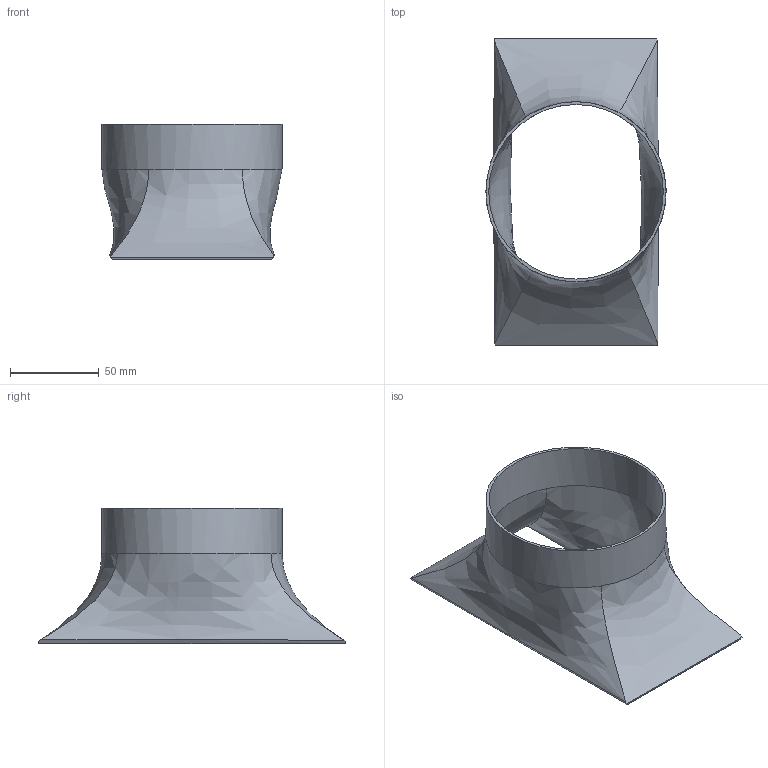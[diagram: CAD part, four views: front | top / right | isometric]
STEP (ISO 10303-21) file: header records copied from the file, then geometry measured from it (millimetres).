
FILE_DESCRIPTION(/* description */ (''),/* implementation_level */ '2;1');
FILE_NAME(/* name */ '120mm Fan Adapter for Mushroom Fruiting Chamber Humidifier v2 DuctSide.step',/* time_stamp */ '2025-05-15T16:50:49-07:00',/* author */ (''),/* organization */ (''),/* preprocessor_version */ 'ST-DEVELOPER v20.1',/* originating_system */ 'Autodesk Translation Framework v14.4.0.0',/* authorisation */ '');
FILE_SCHEMA (('AUTOMOTIVE_DESIGN { 1 0 10303 214 3 1 1 }'));
Length unit declared in the file: inch
Products named in the file (1): 120mm Fan Adapter for Mushroom Fruiting Chamber Humidifier
Bounding box: 101.6 x 173.41 x 76.2 mm (x, y, z)
Volume: 102477.5 mm3; surface area: 62517 mm2
Topology: 1 solids, 1 shells, 16 faces, 42 edges, 28 vertices
Faces by surface type: bspline 12, plane 2, cylinder 2
Full cylindrical faces by diameter (mm): 98.425 x1, 101.6 x1
Entity records: 1009 total; most frequent: CARTESIAN_POINT 666, ORIENTED_EDGE 84, EDGE_CURVE 42, B_SPLINE_CURVE_WITH_KNOTS 33, VERTEX_POINT 28, DIRECTION 26, EDGE_LOOP 18, FACE_OUTER_BOUND 16
